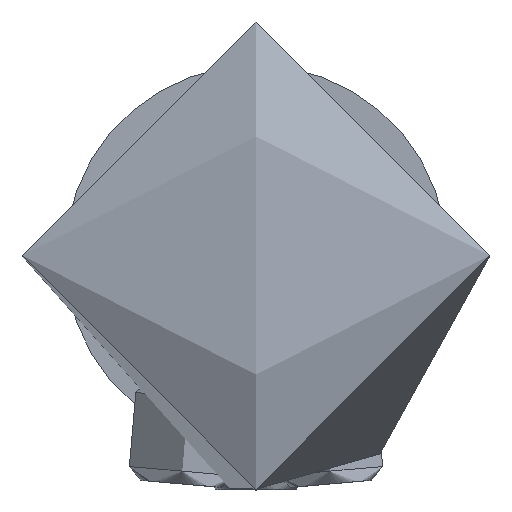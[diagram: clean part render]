
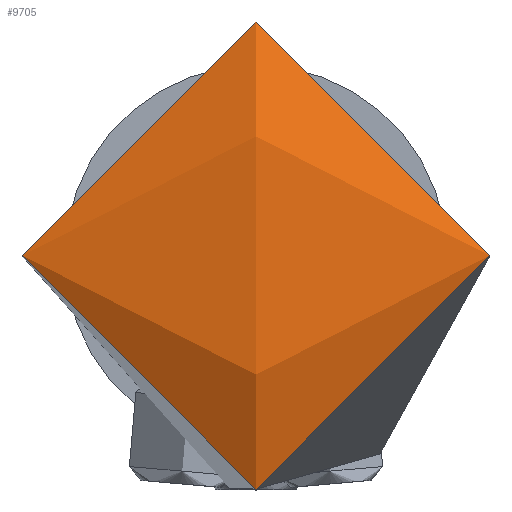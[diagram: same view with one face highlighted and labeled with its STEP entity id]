
A CAD part, top view. The second image highlights one B-rep face of the part: STEP entity #9705.
In plain terms, the highlighted spherical face has radius 28 mm.
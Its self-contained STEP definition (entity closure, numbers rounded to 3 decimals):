
#226 = EDGE_CURVE ( 'NONE', #15023, #15023, #26042, .T. ) ;
#6035 = ORIENTED_EDGE ( 'NONE', *, *, #226, .T. ) ;
#7081 = AXIS2_PLACEMENT_3D ( 'NONE', #12415, #18773, #14554 ) ;
#9705 = ADVANCED_FACE ( 'NONE', ( #21479 ), #10803, .T. ) ;
#10803 = SPHERICAL_SURFACE ( 'NONE', #7081, 28. ) ;
#12415 = CARTESIAN_POINT ( 'NONE',  ( 0., 0., -2. ) ) ;
#14554 = DIRECTION ( 'NONE',  ( 0., 1., 0. ) ) ;
#15023 = VERTEX_POINT ( 'NONE', #17845 ) ;
#17845 = CARTESIAN_POINT ( 'NONE',  ( 11., 0., 23.749 ) ) ;
#18773 = DIRECTION ( 'NONE',  ( -1., 0., 0. ) ) ;
#19862 = DIRECTION ( 'NONE',  ( 0., 0., 1. ) ) ;
#21450 = EDGE_LOOP ( 'NONE', ( #6035 ) ) ;
#21479 = FACE_OUTER_BOUND ( 'NONE', #21450, .T. ) ;
#23348 = AXIS2_PLACEMENT_3D ( 'NONE', #26281, #19862, #26106 ) ;
#26042 = CIRCLE ( 'NONE', #23348, 11. ) ;
#26106 = DIRECTION ( 'NONE',  ( 1., 0., 0. ) ) ;
#26281 = CARTESIAN_POINT ( 'NONE',  ( 0., 0., 23.749 ) ) ;
